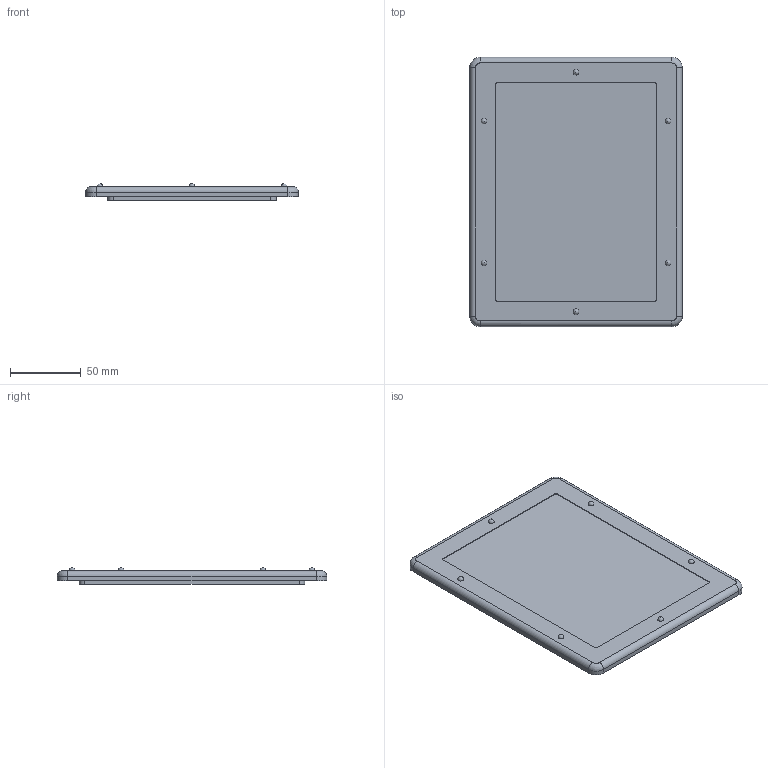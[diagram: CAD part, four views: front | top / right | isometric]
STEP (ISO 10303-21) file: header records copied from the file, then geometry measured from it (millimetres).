
FILE_DESCRIPTION (( 'STEP AP203' ), '1' );
FILE_NAME ('SC03 SEFFAF Oring Siyah.STEP', '2022-06-23T13:27:36', ( '' ), ( '' ), 'SwSTEP 2.0', 'SolidWorks 2021', '' );
FILE_SCHEMA (( 'CONFIG_CONTROL_DESIGN' ));
Length unit declared in the file: millimetre
Products named in the file (1): SC03 SEFFAF Oring Siyah
Bounding box: 150 x 190 x 11.69 mm (x, y, z)
Surface area: 82804.7 mm2 (no closed solid volume)
Topology: 0 solids, 3 shells, 146 faces, 412 edges, 270 vertices
Faces by surface type: cylinder 66, plane 62, torus 12, sphere 6
Entity records: 5075 total; most frequent: CARTESIAN_POINT 1423, ORIENTED_EDGE 744, DIRECTION 714, EDGE_CURVE 396, AXIS2_PLACEMENT_3D 271, VERTEX_POINT 260, LINE 172, VECTOR 172
